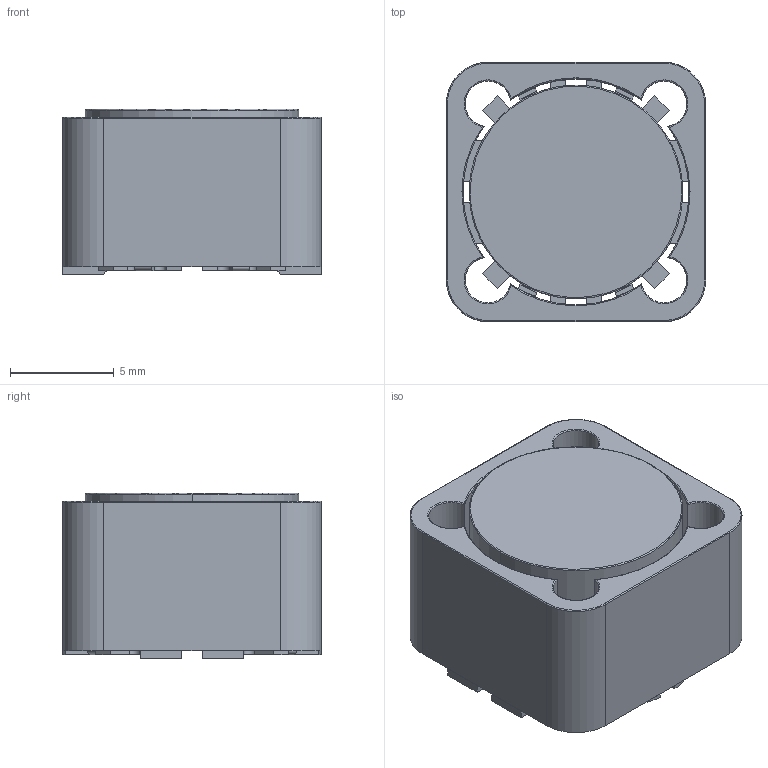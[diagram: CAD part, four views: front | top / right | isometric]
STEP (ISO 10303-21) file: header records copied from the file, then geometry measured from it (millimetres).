
FILE_DESCRIPTION (( 'STEP AP214' ), '1' );
FILE_NAME ('840D4ACA-3CE2-42B9-BE0A-198E94AED81E.STEP', '2023-04-05T13:07:10', ( '' ), ( '' ), 'SwSTEP 2.0', 'SolidWorks 2022', '' );
FILE_SCHEMA (( 'AUTOMOTIVE_DESIGN' ));
Length unit declared in the file: millimetre
Products named in the file (1): 840D4ACA-3CE2-42B9-BE0A-198E94AED81E
Bounding box: 12.5 x 12.5 x 8 mm (x, y, z)
Volume: 991.8 mm3; surface area: 1372.2 mm2
Topology: 6 solids, 6 shells, 145 faces, 380 edges, 247 vertices
Faces by surface type: plane 80, cylinder 45, bspline 20
Entity records: 5199 total; most frequent: CARTESIAN_POINT 1588, ORIENTED_EDGE 760, DIRECTION 707, EDGE_CURVE 380, VECTOR 249, LINE 249, VERTEX_POINT 247, AXIS2_PLACEMENT_3D 229
